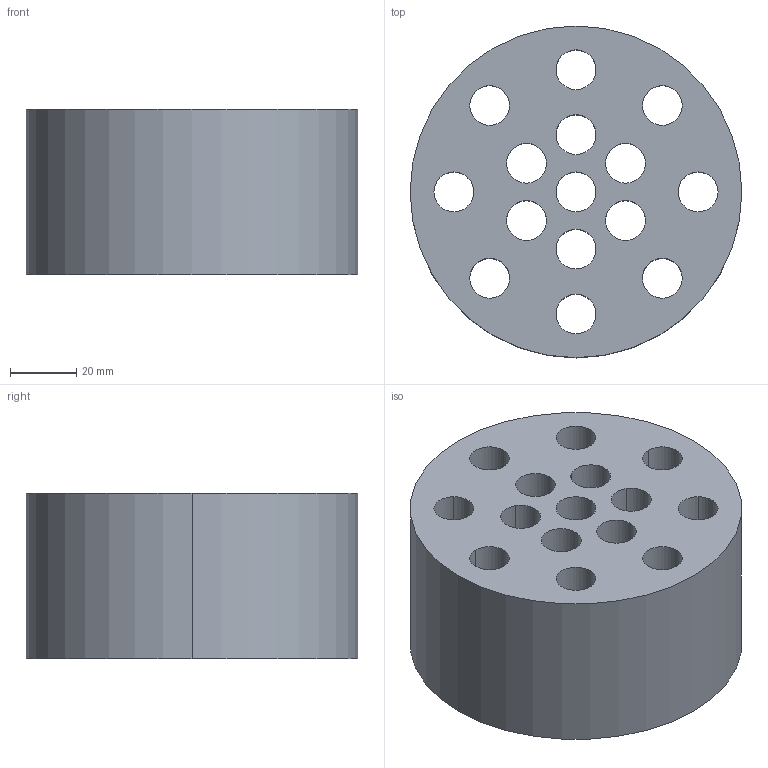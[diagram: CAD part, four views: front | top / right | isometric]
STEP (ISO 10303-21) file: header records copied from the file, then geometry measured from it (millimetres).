
FILE_DESCRIPTION((''),'2;1');
FILE_NAME('POROUS_PLATE','2017-12-29T14:36:16',('anuj'),(''),'CREO PARAMETRIC BY PTC INC, 2016510','CREO PARAMETRIC BY PTC INC, 2016510','');
FILE_SCHEMA(('CONFIG_CONTROL_DESIGN'));
Length unit declared in the file: millimetre
Products named in the file (1): POROUS_PLATE
Bounding box: 100 x 100 x 50 mm (x, y, z)
Volume: 307876.1 mm3; surface area: 56297.3 mm2
Topology: 1 solids, 1 shells, 34 faces, 96 edges, 64 vertices
Faces by surface type: cylinder 32, plane 2
Entity records: 1242 total; most frequent: DIRECTION 228, CARTESIAN_POINT 194, ORIENTED_EDGE 192, AXIS2_PLACEMENT_3D 98, EDGE_CURVE 96, VERTEX_POINT 64, EDGE_LOOP 64, CIRCLE 64
